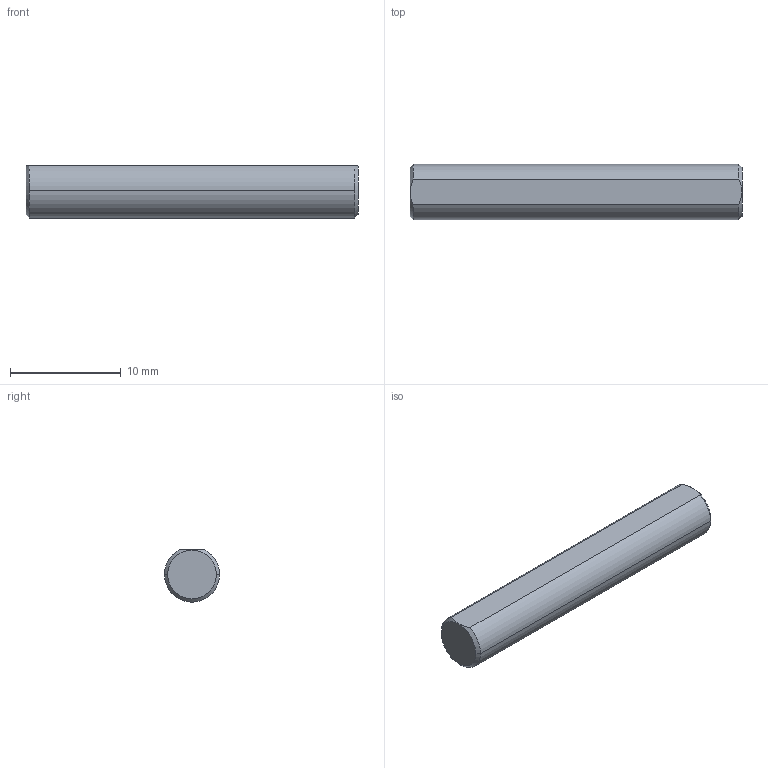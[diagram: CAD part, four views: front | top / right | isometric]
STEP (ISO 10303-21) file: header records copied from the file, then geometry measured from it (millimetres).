
FILE_DESCRIPTION (( 'STEP AP203' ), '1' );
FILE_NAME ('D字轴 5-30.STEP_默认_sldprt.STEP', '2025-11-13T14:26:19', ( '' ), ( '' ), 'SwSTEP 2.0', 'SolidWorks 2020', '' );
FILE_SCHEMA (( 'CONFIG_CONTROL_DESIGN' ));
Length unit declared in the file: millimetre
Products named in the file (1): D字轴 5-30.STEP_默认_sldprt
Bounding box: 30 x 5 x 4.72 mm (x, y, z)
Volume: 574.7 mm3; surface area: 501.7 mm2
Topology: 1 solids, 1 shells, 10 faces, 20 edges, 12 vertices
Faces by surface type: cone 4, plane 3, cylinder 3
Entity records: 373 total; most frequent: CARTESIAN_POINT 81, DIRECTION 50, ORIENTED_EDGE 40, AXIS2_PLACEMENT_3D 21, EDGE_CURVE 20, VERTEX_POINT 12, ADVANCED_FACE 10, FACE_OUTER_BOUND 10
